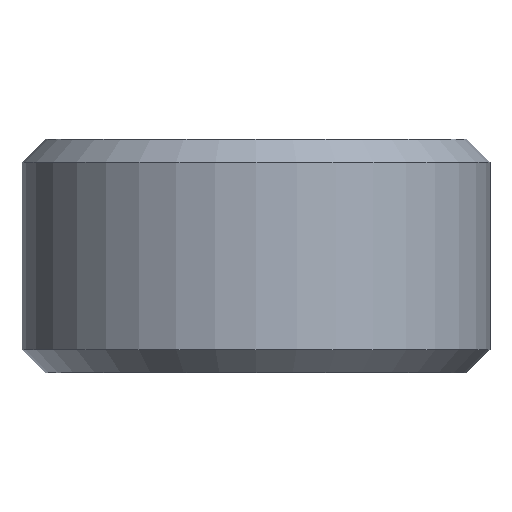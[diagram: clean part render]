
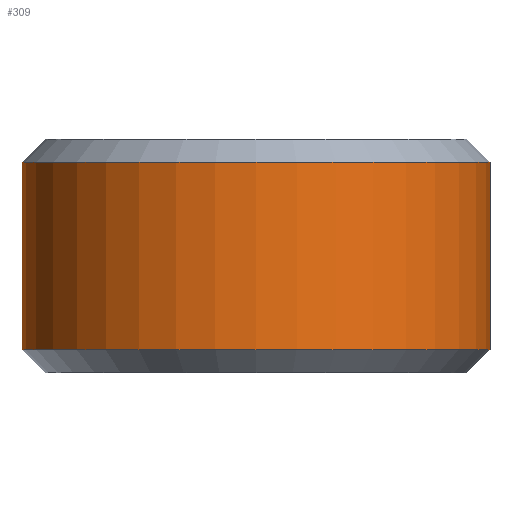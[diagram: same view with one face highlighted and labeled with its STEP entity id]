
A CAD part, front view. The second image highlights one B-rep face of the part: STEP entity #309.
In plain terms, the highlighted cylindrical face has radius 12.7 mm (diameter 25.4 mm), a full revolution.
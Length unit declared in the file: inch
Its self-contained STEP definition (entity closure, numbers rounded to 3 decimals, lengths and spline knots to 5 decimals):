
#38=FACE_OUTER_BOUND('',#56,.T.);
#56=EDGE_LOOP('',(#257,#258,#259,#260));
#86=LINE('',#538,#113);
#113=VECTOR('',#442,0.5);
#131=CIRCLE('',#354,0.5);
#132=CIRCLE('',#356,0.5);
#159=VERTEX_POINT('',#532);
#160=VERTEX_POINT('',#536);
#197=EDGE_CURVE('',#159,#159,#131,.T.);
#198=EDGE_CURVE('',#160,#160,#132,.T.);
#199=EDGE_CURVE('',#160,#159,#86,.T.);
#257=ORIENTED_EDGE('',*,*,#198,.F.);
#258=ORIENTED_EDGE('',*,*,#199,.T.);
#259=ORIENTED_EDGE('',*,*,#197,.F.);
#260=ORIENTED_EDGE('',*,*,#199,.F.);
#297=CYLINDRICAL_SURFACE('',#355,0.5);
#309=ADVANCED_FACE('',(#38),#297,.T.);
#354=AXIS2_PLACEMENT_3D('',#534,#436,#437);
#355=AXIS2_PLACEMENT_3D('',#535,#438,#439);
#356=AXIS2_PLACEMENT_3D('',#537,#440,#441);
#436=DIRECTION('center_axis',(0.,0.,-1.));
#437=DIRECTION('ref_axis',(1.,0.,0.));
#438=DIRECTION('center_axis',(0.,0.,1.));
#439=DIRECTION('ref_axis',(1.,0.,0.));
#440=DIRECTION('center_axis',(0.,0.,1.));
#441=DIRECTION('ref_axis',(1.,0.,0.));
#442=DIRECTION('',(0.,0.,-1.));
#532=CARTESIAN_POINT('',(-0.5,0.,-0.15));
#534=CARTESIAN_POINT('Origin',(0.,0.,-0.15));
#535=CARTESIAN_POINT('Origin',(0.,0.,0.));
#536=CARTESIAN_POINT('',(-0.5,0.,0.25));
#537=CARTESIAN_POINT('Origin',(0.,0.,0.25));
#538=CARTESIAN_POINT('',(-0.5,0.,0.));
